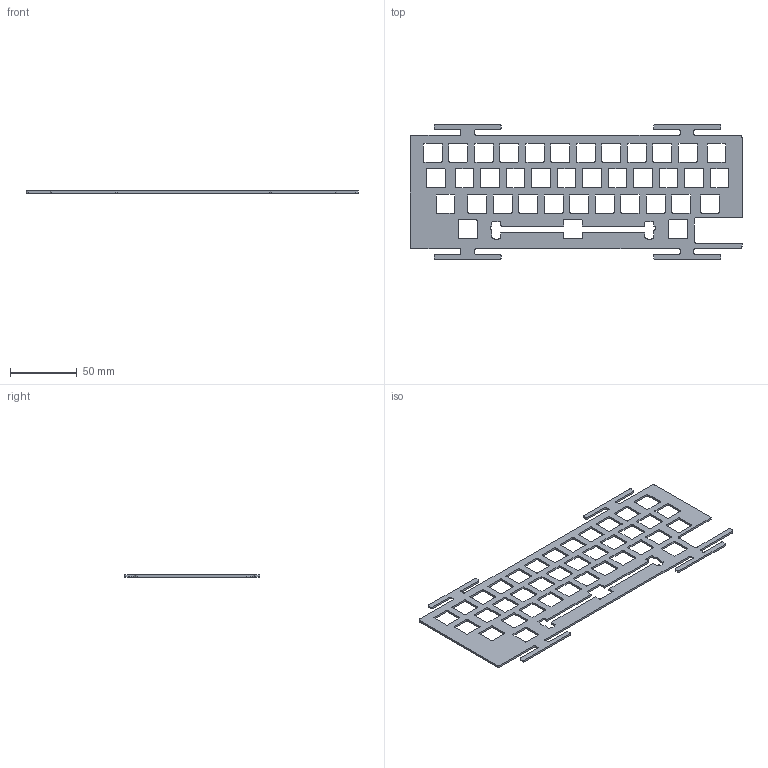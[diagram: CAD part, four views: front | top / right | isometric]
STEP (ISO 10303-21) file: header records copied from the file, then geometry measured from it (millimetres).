
FILE_DESCRIPTION(/* description */ ('','CAx-IF Rec.Pracs.---Representation and Presentation of Product Manufacturing Information (PMI)---4.0---2014-10-13'),/* implementation_level */ '2;1');
FILE_NAME(/* name */ 'Plate 7u clip.step',/* time_stamp */ '2025-03-25T20:48:10+01:00',/* author */ (''),/* organization */ (''),/* preprocessor_version */ 'ST-DEVELOPER v20',/* originating_system */ 'Autodesk Translation Framework v13.20.0.188',/* authorisation */ '');
FILE_SCHEMA (('AP242_MANAGED_MODEL_BASED_3D_ENGINEERING_MIM_LF { 1 0 10303 442 1 1 4 }'));
Length unit declared in the file: millimetre
Products named in the file (3): Pancake case; Pancake; PCB & Plate
Assembly tree (2 placements, depth 3):
  Pancake case
    Pancake
      PCB & Plate
Bounding box: 248 x 101 x 1.5 mm (x, y, z)
Volume: 19936.3 mm3; surface area: 31750.2 mm2
Topology: 1 solids, 1 shells, 442 faces, 1320 edges, 880 vertices
Faces by surface type: plane 226, cylinder 216
Entity records: 15208 total; most frequent: CARTESIAN_POINT 2647, DIRECTION 2646, ORIENTED_EDGE 2640, EDGE_CURVE 1320, LINE 888, VECTOR 888, VERTEX_POINT 880, AXIS2_PLACEMENT_3D 879
